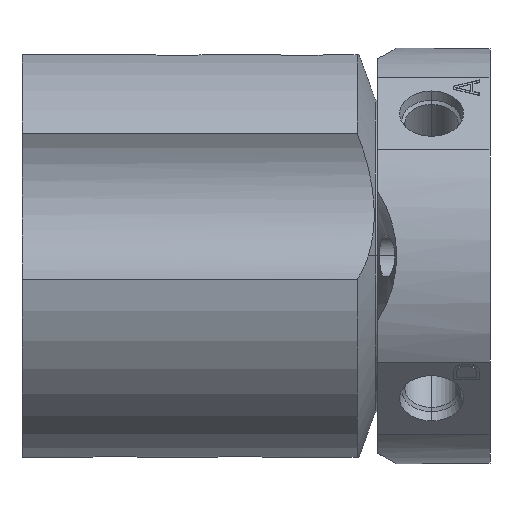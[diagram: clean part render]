
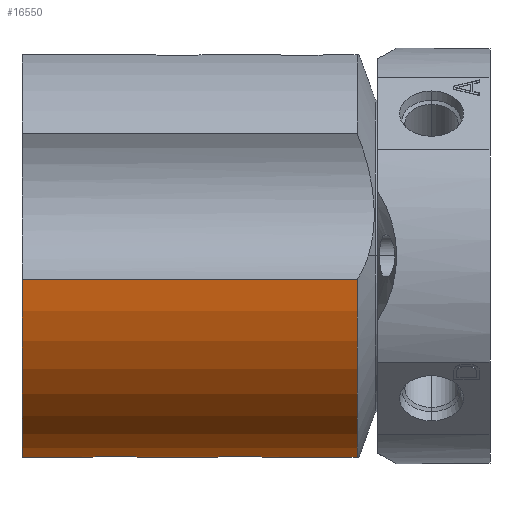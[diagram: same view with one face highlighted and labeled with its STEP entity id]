
A CAD part, left-side view. The second image highlights one B-rep face of the part: STEP entity #16550.
In plain terms, the highlighted cylindrical face has radius 50.419 mm (diameter 100.838 mm), a partial arc.
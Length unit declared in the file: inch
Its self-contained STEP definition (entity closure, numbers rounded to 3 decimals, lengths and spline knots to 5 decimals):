
#4319=CARTESIAN_POINT('',(-0.4294,2.76652,-1.938));
#4320=CARTESIAN_POINT('',(-0.43847,2.75013,
-1.93599));
#4321=CARTESIAN_POINT('',(-0.4547,2.71637,
-1.93226));
#4322=CARTESIAN_POINT('',(-0.46709,2.68063,
-1.92927));
#4323=CARTESIAN_POINT('',(-0.47227,2.66226,-1.928));
#4325=CARTESIAN_POINT('',(0.,3.425,0.));
#4326=DIRECTION('',(0.,1.,0.));
#4327=DIRECTION('',(-0.216,0.,-0.976));
#4328=AXIS2_PLACEMENT_3D('',#4325,#4326,#4327);
#4330=DIRECTION('',(0.,-1.,0.));
#4331=VECTOR('',#4330,3.225);
#4332=CARTESIAN_POINT('',(-1.97207,3.425,-0.22616));
#4333=LINE('',#4332,#4331);
#4334=CARTESIAN_POINT('',(0.,0.2,0.));
#4335=DIRECTION('',(0.,1.,0.));
#4336=DIRECTION('',(-0.216,0.,-0.976));
#4337=AXIS2_PLACEMENT_3D('',#4334,#4335,#4336);
#4339=CARTESIAN_POINT('',(-0.47227,1.19574,-1.928));
#4340=CARTESIAN_POINT('',(-0.46709,1.17736,
-1.92927));
#4341=CARTESIAN_POINT('',(-0.45469,1.14162,
-1.93226));
#4342=CARTESIAN_POINT('',(-0.43846,1.10787,
-1.93599));
#4343=CARTESIAN_POINT('',(-0.4294,1.09148,-1.938));
#4345=CARTESIAN_POINT('',(-0.4294,1.56652,-1.938));
#4346=CARTESIAN_POINT('',(-0.43847,1.55013,
-1.93599));
#4347=CARTESIAN_POINT('',(-0.4547,1.51637,
-1.93226));
#4348=CARTESIAN_POINT('',(-0.46709,1.48063,
-1.92927));
#4349=CARTESIAN_POINT('',(-0.47227,1.46226,-1.928));
#4351=CARTESIAN_POINT('',(-0.47227,2.39574,-1.928));
#4352=CARTESIAN_POINT('',(-0.46709,2.37736,
-1.92927));
#4353=CARTESIAN_POINT('',(-0.45469,2.34162,
-1.93226));
#4354=CARTESIAN_POINT('',(-0.43846,2.30787,
-1.93599));
#4355=CARTESIAN_POINT('',(-0.4294,2.29148,-1.938));
#5437=DIRECTION('',(0.,-1.,0.));
#5438=VECTOR('',#5437,0.89148);
#5439=CARTESIAN_POINT('',(-0.4294,1.09148,-1.938));
#5440=LINE('',#5439,#5438);
#5453=DIRECTION('',(0.,-1.,0.));
#5454=VECTOR('',#5453,0.72495);
#5455=CARTESIAN_POINT('',(-0.4294,2.29148,-1.938));
#5456=LINE('',#5455,#5454);
#5465=DIRECTION('',(0.,-1.,0.));
#5466=VECTOR('',#5465,0.65848);
#5467=CARTESIAN_POINT('',(-0.4294,3.425,-1.938));
#5468=LINE('',#5467,#5466);
#5703=DIRECTION('',(0.,-1.,0.));
#5704=VECTOR('',#5703,0.26651);
#5705=CARTESIAN_POINT('',(-0.47227,1.46226,-1.928));
#5706=LINE('',#5705,#5704);
#5803=DIRECTION('',(0.,-1.,0.));
#5804=VECTOR('',#5803,0.26651);
#5805=CARTESIAN_POINT('',(-0.47227,2.66226,-1.928));
#5806=LINE('',#5805,#5804);
#8154=CARTESIAN_POINT('',(-0.4294,3.425,-1.938));
#8156=VERTEX_POINT('',#8154);
#8497=CARTESIAN_POINT('',(-1.97207,3.425,-0.22616));
#8498=CARTESIAN_POINT('',(-1.97207,0.2,-0.22616));
#8499=VERTEX_POINT('',#8497);
#8500=VERTEX_POINT('',#8498);
#8639=CARTESIAN_POINT('',(-0.47227,1.46226,-1.928));
#8640=CARTESIAN_POINT('',(-0.47227,1.19574,-1.928));
#8641=VERTEX_POINT('',#8639);
#8642=VERTEX_POINT('',#8640);
#8643=VERTEX_POINT('',#4345);
#8644=VERTEX_POINT('',#4343);
#8647=CARTESIAN_POINT('',(-0.4294,0.2,-1.938));
#8648=VERTEX_POINT('',#8647);
#8673=CARTESIAN_POINT('',(-0.47227,2.66226,-1.928));
#8674=CARTESIAN_POINT('',(-0.47227,2.39574,-1.928));
#8675=VERTEX_POINT('',#8673);
#8676=VERTEX_POINT('',#8674);
#8677=VERTEX_POINT('',#4319);
#8678=VERTEX_POINT('',#4355);
#16521=CARTESIAN_POINT('',(0.,3.59625,0.));
#16522=DIRECTION('',(0.,-1.,0.));
#16523=DIRECTION('',(-1.,0.,0.));
#16524=AXIS2_PLACEMENT_3D('',#16521,#16522,#16523);
#16525=CYLINDRICAL_SURFACE('',#16524,1.985);
#16527=ORIENTED_EDGE('',*,*,#16526,.F.);
#16529=ORIENTED_EDGE('',*,*,#16528,.F.);
#16531=ORIENTED_EDGE('',*,*,#16530,.F.);
#16533=ORIENTED_EDGE('',*,*,#16532,.T.);
#16534=ORIENTED_EDGE('',*,*,#16400,.T.);
#16535=ORIENTED_EDGE('',*,*,#16387,.F.);
#16537=ORIENTED_EDGE('',*,*,#16536,.F.);
#16539=ORIENTED_EDGE('',*,*,#16538,.F.);
#16541=ORIENTED_EDGE('',*,*,#16540,.F.);
#16543=ORIENTED_EDGE('',*,*,#16542,.F.);
#16545=ORIENTED_EDGE('',*,*,#16544,.F.);
#16547=ORIENTED_EDGE('',*,*,#16546,.F.);
#16548=EDGE_LOOP('',(#16527,#16529,#16531,#16533,#16534,#16535,#16537,#16539,
#16541,#16543,#16545,#16547));
#16549=FACE_OUTER_BOUND('',#16548,.F.);
#4324=B_SPLINE_CURVE_WITH_KNOTS('',3,(#4319,#4320,#4321,#4322,#4323),
.UNSPECIFIED.,.F.,.F.,(4,1,4),(0.,0.5,1.),.UNSPECIFIED.);
#4329=CIRCLE('',#4328,1.985);
#4338=CIRCLE('',#4337,1.985);
#4344=B_SPLINE_CURVE_WITH_KNOTS('',3,(#4339,#4340,#4341,#4342,#4343),
.UNSPECIFIED.,.F.,.F.,(4,1,4),(0.,0.5,1.),.UNSPECIFIED.);
#4350=B_SPLINE_CURVE_WITH_KNOTS('',3,(#4345,#4346,#4347,#4348,#4349),
.UNSPECIFIED.,.F.,.F.,(4,1,4),(0.,0.5,1.),.UNSPECIFIED.);
#4356=B_SPLINE_CURVE_WITH_KNOTS('',3,(#4351,#4352,#4353,#4354,#4355),
.UNSPECIFIED.,.F.,.F.,(4,1,4),(0.,0.5,1.),.UNSPECIFIED.);
#16387=EDGE_CURVE('',#8648,#8500,#4338,.T.);
#16400=EDGE_CURVE('',#8499,#8500,#4333,.T.);
#16526=EDGE_CURVE('',#8675,#8676,#5806,.T.);
#16528=EDGE_CURVE('',#8677,#8675,#4324,.T.);
#16530=EDGE_CURVE('',#8156,#8677,#5468,.T.);
#16532=EDGE_CURVE('',#8156,#8499,#4329,.T.);
#16536=EDGE_CURVE('',#8644,#8648,#5440,.T.);
#16538=EDGE_CURVE('',#8642,#8644,#4344,.T.);
#16540=EDGE_CURVE('',#8641,#8642,#5706,.T.);
#16542=EDGE_CURVE('',#8643,#8641,#4350,.T.);
#16544=EDGE_CURVE('',#8678,#8643,#5456,.T.);
#16546=EDGE_CURVE('',#8676,#8678,#4356,.T.);
#16550=ADVANCED_FACE('',(#16549),#16525,.T.);
